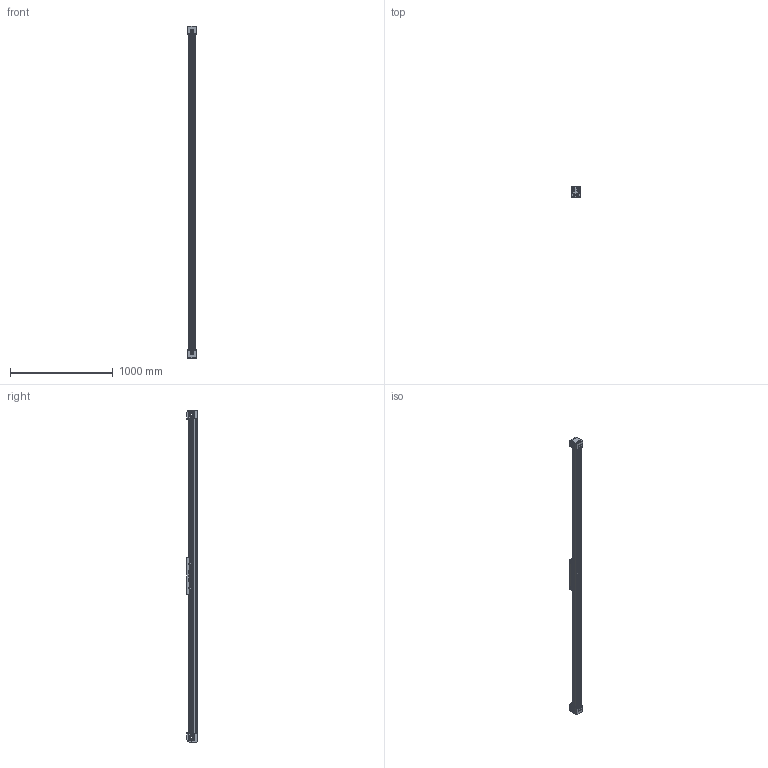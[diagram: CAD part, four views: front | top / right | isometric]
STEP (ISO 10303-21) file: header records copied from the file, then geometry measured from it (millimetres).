
FILE_DESCRIPTION (( 'STEP AP214' ), '1' );
FILE_NAME ('BLM60-2700.STEP', '2023-02-28T09:22:51', ( '' ), ( '' ), 'SwSTEP 2.0', 'SolidWorks 2023', '' );
FILE_SCHEMA (( 'AUTOMOTIVE_DESIGN' ));
Length unit declared in the file: millimetre
Products named in the file (1): BLM60-2700
Bounding box: 80 x 104 x 3236 mm (x, y, z)
Volume: 11449558.2 mm3; surface area: 2324560 mm2
Topology: 118 solids, 118 shells, 6140 faces, 17216 edges, 11268 vertices
Faces by surface type: plane 3450, cylinder 2322, torus 176, sphere 116, cone 52, bspline 24
Entity records: 269366 total; most frequent: CARTESIAN_POINT 39155, DIRECTION 34100, ORIENTED_EDGE 33728, EDGE_CURVE 16864, LINE 11530, VECTOR 11530, AXIS2_PLACEMENT_3D 11285, VERTEX_POINT 11156
